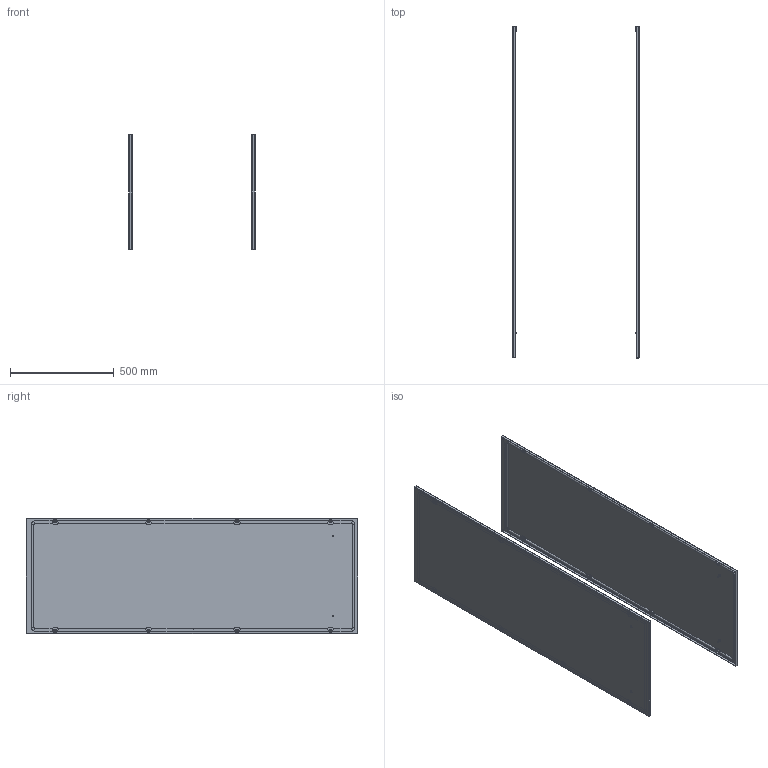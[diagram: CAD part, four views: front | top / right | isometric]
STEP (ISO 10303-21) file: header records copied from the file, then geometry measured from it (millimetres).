
FILE_DESCRIPTION (( 'STEP AP203' ), '1' );
FILE_NAME ('UR43300170600 Ñòåíêà áîêîâàÿ RS52 160.60 (2øò) (000.801.433-01) .STEP', '2022-04-12T09:11:51', ( '' ), ( '' ), 'SwSTEP 2.0', 'SolidWorks 2017', '' );
FILE_SCHEMA (( 'CONFIG_CONTROL_DESIGN' ));
Length unit declared in the file: millimetre
Products named in the file (7): Âèíò ISO 7380-2 TX_Œ5å12; 005-340 Ïàíåëü ñòåíêè áîêîâîé RS52 160.00_01 (00.60); 000.130.402 Ñòåíêà áîêîâàÿ RS52 160.00_01 (00.60); UR43300170600 Ñòåíêà áîêîâàÿ RS52 160.60 (2øò)  (000.801.433-01) ; Óïëîòíèòåëü ÏÏÓ äëÿ ñòåíêè áîêîâîé RS52_11 (160å60); 000.132.176 Îñíîâàíèå ñòåíêè áîêîâîé RS52 160.00_01 (00.60); Øïèëüêà çàçåìëåíèÿ CKF CS_Œ6å16
Assembly tree (23 placements, depth 4):
  UR43300170600 Ñòåíêà áîêîâàÿ RS52 160.60 (2øò)  (000.801.433-01) 
    000.130.402 Ñòåíêà áîêîâàÿ RS52 160.00_01 (00.60)  x2
      000.132.176 Îñíîâàíèå ñòåíêè áîêîâîé RS52 160.00_01 (00.60)
        005-340 Ïàíåëü ñòåíêè áîêîâîé RS52 160.00_01 (00.60)
        Øïèëüêà çàçåìëåíèÿ CKF CS_Œ6å16  x2
      Óïëîòíèòåëü ÏÏÓ äëÿ ñòåíêè áîêîâîé RS52_11 (160å60)
    Âèíò ISO 7380-2 TX_Œ5å12  x16
Bounding box: 609.87 x 1597 x 556 mm (x, y, z)
Volume: 3154182.5 mm3; surface area: 4104005.6 mm2
Topology: 24 solids, 24 shells, 1254 faces, 3438 edges, 2280 vertices
Faces by surface type: cylinder 448, plane 442, torus 256, cone 56, bspline 52
Entity records: 11553 total; most frequent: CARTESIAN_POINT 2948, DIRECTION 1719, ORIENTED_EDGE 1444, AXIS2_PLACEMENT_3D 735, EDGE_CURVE 722, VERTEX_POINT 429, CIRCLE 394, EDGE_LOOP 367
